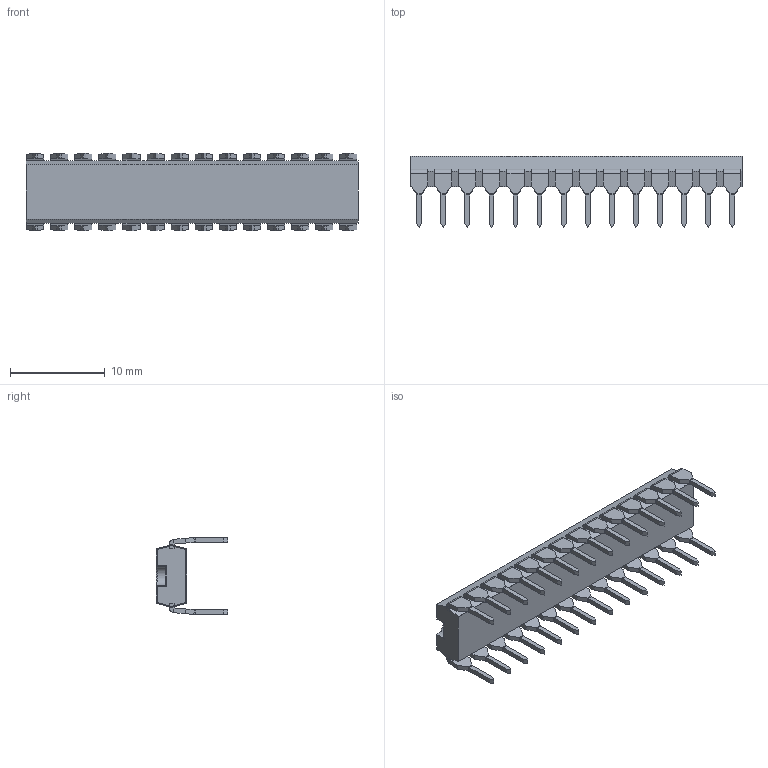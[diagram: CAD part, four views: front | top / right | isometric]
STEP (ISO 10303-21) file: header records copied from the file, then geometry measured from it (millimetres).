
FILE_DESCRIPTION (( 'STEP AP214' ), '1' );
FILE_NAME ('ATmega328.STEP', '2018-03-05T23:39:36', ( '' ), ( '' ), 'SwSTEP 2.0', 'SolidWorks 2016', '' );
FILE_SCHEMA (( 'AUTOMOTIVE_DESIGN' ));
Length unit declared in the file: millimetre
Products named in the file (1): ATmega328
Bounding box: 35 x 7.52 x 8.12 mm (x, y, z)
Volume: 156.6 mm3; surface area: 1897.9 mm2
Topology: 29 solids, 30 shells, 892 faces, 1988 edges, 1176 vertices
Faces by surface type: plane 727, cylinder 86, bspline 79
Entity records: 37941 total; most frequent: CARTESIAN_POINT 8737, ORIENTED_EDGE 3976, DIRECTION 3619, EDGE_CURVE 1988, VECTOR 1647, LINE 1647, VERTEX_POINT 1176, AXIS2_PLACEMENT_3D 986
